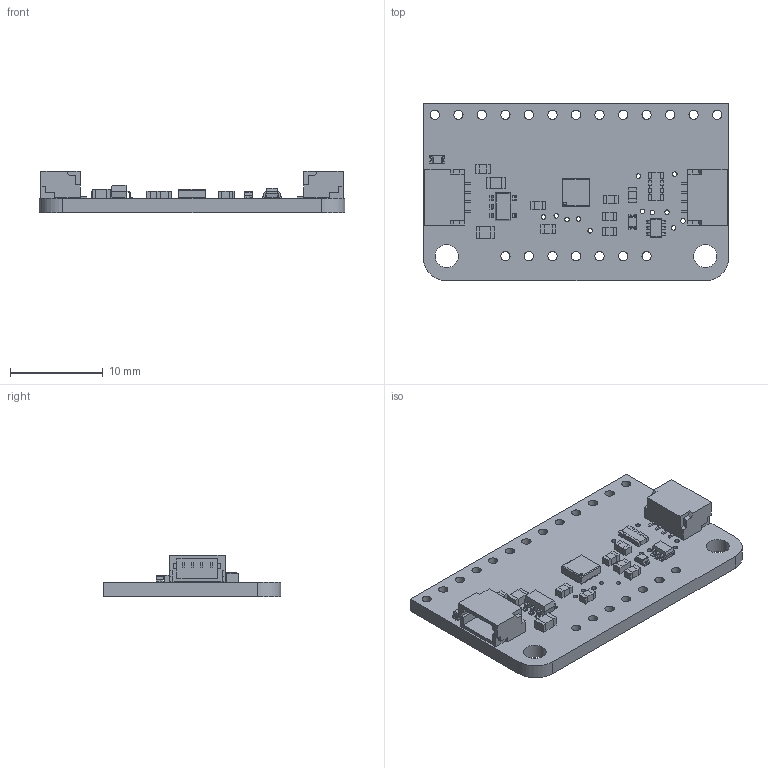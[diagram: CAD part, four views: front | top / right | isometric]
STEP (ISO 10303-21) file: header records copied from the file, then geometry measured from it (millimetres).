
FILE_DESCRIPTION(/* description */ (''),/* implementation_level */ '2;1');
FILE_NAME(/* name */ 'Adafruit MPR121Q QT v1.step',/* time_stamp */ '2022-07-14T09:44:38-04:00',/* author */ (''),/* organization */ (''),/* preprocessor_version */ 'ST-DEVELOPER v19',/* originating_system */ 'Autodesk Translation Framework v11.7.0.108',/* authorisation */ '');
FILE_SCHEMA (('AUTOMOTIVE_DESIGN { 1 0 10303 214 3 1 1 }'));
Length unit declared in the file: millimetre
Products named in the file (11): Adafruit MPR121Q QT; PCB Component; Board; MPR121; 10K; GREEN; 10uF; AP2112K-3.3; 10K_1; BSS138; STEMMA_I2C_QT
Assembly tree (19 placements, depth 3):
  Adafruit MPR121Q QT
    PCB Component
      Board
      MPR121
      10K  x7
      GREEN  x2
      10uF  x2
      AP2112K-3.3
      10K_1
      BSS138
      STEMMA_I2C_QT  x2
Bounding box: 33.02 x 19.18 x 4.53 mm (x, y, z)
Volume: 1067.1 mm3; surface area: 2042 mm2
Topology: 46 solids, 46 shells, 885 faces, 2292 edges, 1510 vertices
Faces by surface type: plane 762, cylinder 115, bspline 8
Full cylindrical faces by diameter (mm): 0.3 x1, 0.394 x1, 0.483 x17, 1 x20, 2.5 x2
Entity records: 20120 total; most frequent: CARTESIAN_POINT 3444, ORIENTED_EDGE 3274, DIRECTION 3189, EDGE_CURVE 1637, LINE 1407, VECTOR 1407, VERTEX_POINT 1074, AXIS2_PLACEMENT_3D 891
